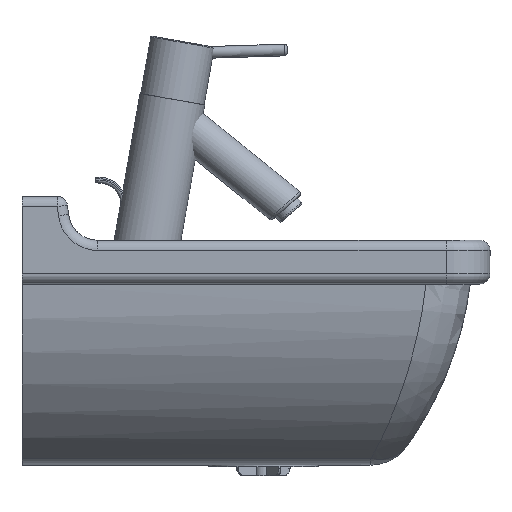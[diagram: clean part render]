
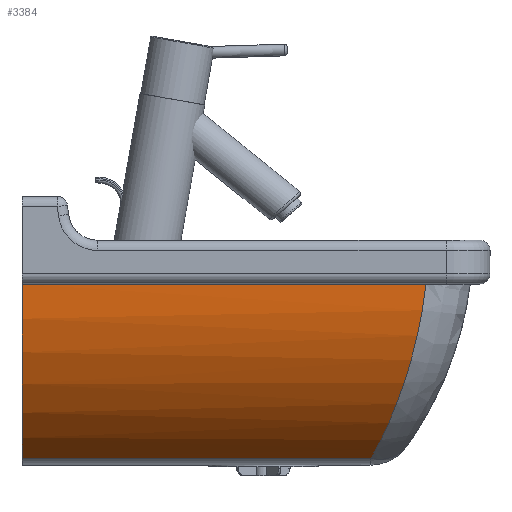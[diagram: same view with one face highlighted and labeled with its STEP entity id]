
A CAD part, left-side view. The second image highlights one B-rep face of the part: STEP entity #3384.
In plain terms, the highlighted cylindrical face has radius 139.876 mm (diameter 279.753 mm), a partial arc.
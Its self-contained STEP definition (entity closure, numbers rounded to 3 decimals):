
#2117=CARTESIAN_POINT('',(33.902,24.935,15.791));
#2118=VERTEX_POINT('',#2117);
#2126=CARTESIAN_POINT('',(-32.801,24.935,135.001));
#2127=VERTEX_POINT('',#2126);
#2128=CARTESIAN_POINT('',(107.075,24.935,135.001));
#2129=DIRECTION('',(0.0,1.,0.0));
#2130=DIRECTION('',(0.449,0.0,0.894));
#2131=AXIS2_PLACEMENT_3D('',#2128,#2129,#2130);
#2132=CIRCLE('',#2131,139.876);
#2133=EDGE_CURVE('',#2118,#2127,#2132,.T.);
#2633=CARTESIAN_POINT('',(33.902,-213.659,15.791));
#2634=VERTEX_POINT('',#2633);
#2894=CARTESIAN_POINT('',(-32.801,-251.247,135.001));
#2895=VERTEX_POINT('',#2894);
#2909=CARTESIAN_POINT('',(-32.801,-251.247,135.001));
#2910=CARTESIAN_POINT('',(-32.801,-251.221,134.769));
#2911=CARTESIAN_POINT('',(-32.796,-250.983,132.701));
#2912=CARTESIAN_POINT('',(-32.7,-250.498,128.809));
#2913=CARTESIAN_POINT('',(-32.409,-249.859,124.269));
#2914=CARTESIAN_POINT('',(-32.073,-249.307,120.665));
#2915=CARTESIAN_POINT('',(-31.465,-248.437,115.27));
#2916=CARTESIAN_POINT('',(-30.161,-246.974,107.241));
#2917=CARTESIAN_POINT('',(-27.898,-244.965,97.927));
#2918=CARTESIAN_POINT('',(-25.424,-243.03,89.987));
#2919=CARTESIAN_POINT('',(-23.387,-241.558,84.458));
#2920=CARTESIAN_POINT('',(-21.605,-240.334,80.13));
#2921=CARTESIAN_POINT('',(-20.196,-239.395,76.937));
#2922=CARTESIAN_POINT('',(-18.711,-238.433,73.787));
#2923=CARTESIAN_POINT('',(-15.587,-236.464,67.565));
#2924=CARTESIAN_POINT('',(-9.168,-232.662,56.55));
#2925=CARTESIAN_POINT('',(-0.07,-227.859,44.623));
#2926=CARTESIAN_POINT('',(8.221,-223.94,35.937));
#2927=CARTESIAN_POINT('',(12.58,-221.997,31.845));
#2928=CARTESIAN_POINT('',(15.129,-220.895,29.58));
#2929=CARTESIAN_POINT('',(21.625,-218.143,24.018));
#2930=CARTESIAN_POINT('',(27.953,-215.703,19.442));
#2931=CARTESIAN_POINT('',(33.902,-213.659,15.791));
#2932=B_SPLINE_CURVE_WITH_KNOTS('',3,(#2909,#2910,#2911,#2912,#2913,#2914,#2915,#2916,#2917,#2918,#2919,#2920,#2921,#2922,#2923,#2924,#2925,#2926,#2927,#2928,#2929,#2930,#2931),.UNSPECIFIED.,.F.,.U.,(4,1,1,1,1,1,1,1,1,1,1,1,1,1,1,1,1,1,1,1,4),(73.593,73.648,74.082,74.517,74.734,74.952,75.821,76.69,77.269,77.848,78.138,78.428,78.717,79.007,80.166,81.904,82.773,83.207,83.425,83.642,85.38),.UNSPECIFIED.);
#2933=EDGE_CURVE('',#2895,#2634,#2932,.T.);
#2974=CARTESIAN_POINT('',(33.902,-213.659,15.791));
#2975=DIRECTION('',(0.,1.0,0.));
#2976=VECTOR('',#2975,238.593);
#2977=LINE('',#2974,#2976);
#2978=EDGE_CURVE('',#2634,#2118,#2977,.T.);
#3368=CARTESIAN_POINT('',(107.075,24.935,135.001));
#3369=DIRECTION('',(0.0,-1.0,0.0));
#3370=DIRECTION('',(0.449,0.0,0.894));
#3371=AXIS2_PLACEMENT_3D('',#3368,#3369,#3370);
#3372=CYLINDRICAL_SURFACE('',#3371,139.876);
#3373=ORIENTED_EDGE('',*,*,#2978,.F.);
#3374=ORIENTED_EDGE('',*,*,#2933,.F.);
#3375=CARTESIAN_POINT('',(-32.801,24.935,135.001));
#3376=DIRECTION('',(0.,-1.0,0.));
#3377=VECTOR('',#3376,276.182);
#3378=LINE('',#3375,#3377);
#3379=EDGE_CURVE('',#2127,#2895,#3378,.T.);
#3380=ORIENTED_EDGE('',*,*,#3379,.F.);
#3381=ORIENTED_EDGE('',*,*,#2133,.F.);
#3382=EDGE_LOOP('',(#3373,#3374,#3380,#3381));
#3383=FACE_OUTER_BOUND('',#3382,.T.);
#3384=ADVANCED_FACE('',(#3383),#3372,.T.);
